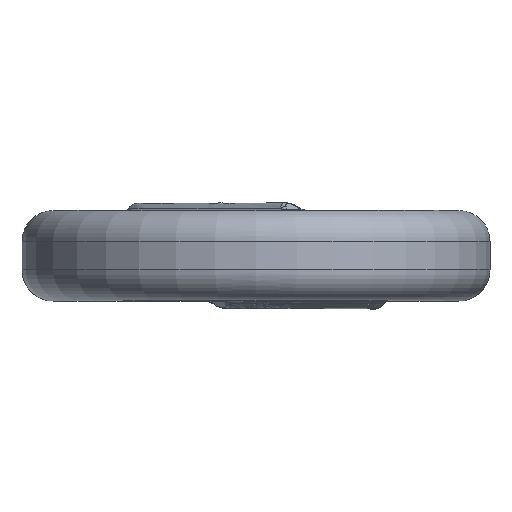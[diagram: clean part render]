
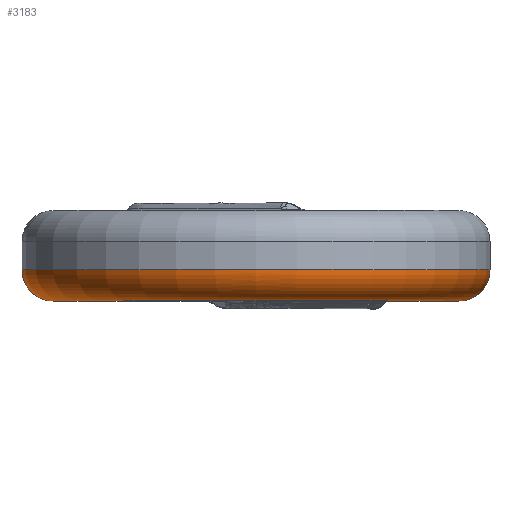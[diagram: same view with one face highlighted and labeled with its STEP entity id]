
A CAD part, top view. The second image highlights one B-rep face of the part: STEP entity #3183.
In plain terms, the highlighted toroidal (fillet/blend) face has major radius 6.5 mm and minor radius 1 mm.
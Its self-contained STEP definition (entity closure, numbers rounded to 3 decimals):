
#21=TOROIDAL_SURFACE('',#4632,6.5,1.);
#616=B_SPLINE_CURVE_WITH_KNOTS('',3,(#9043,#9044,#9045,#9046),
 .UNSPECIFIED.,.F.,.F.,(4,4),(0.,0.),.UNSPECIFIED.);
#618=B_SPLINE_CURVE_WITH_KNOTS('',3,(#9105,#9106,#9107,#9108,#9109,#9110,
#9111,#9112,#9113,#9114),.UNSPECIFIED.,.F.,.F.,(4,1,1,1,1,1,1,4),(0.,0.001,
0.001,0.002,0.002,0.002,
0.003,0.003),.UNSPECIFIED.);
#620=B_SPLINE_CURVE_WITH_KNOTS('',3,(#9134,#9135,#9136,#9137),
 .UNSPECIFIED.,.F.,.F.,(4,4),(0.,0.001),
 .UNSPECIFIED.);
#1504=ORIENTED_EDGE('',*,*,#2177,.F.);
#1505=ORIENTED_EDGE('',*,*,#2168,.T.);
#1506=ORIENTED_EDGE('',*,*,#2165,.T.);
#1507=ORIENTED_EDGE('',*,*,#2178,.F.);
#1508=ORIENTED_EDGE('',*,*,#2171,.T.);
#2165=EDGE_CURVE('',#2519,#2518,#616,.T.);
#2168=EDGE_CURVE('',#2521,#2519,#618,.T.);
#2171=EDGE_CURVE('',#2523,#2521,#620,.T.);
#2177=EDGE_CURVE('',#2527,#2527,#2590,.T.);
#2178=EDGE_CURVE('',#2523,#2518,#2591,.F.);
#2518=VERTEX_POINT('',#9022);
#2519=VERTEX_POINT('',#9037);
#2521=VERTEX_POINT('',#9090);
#2523=VERTEX_POINT('',#9128);
#2527=VERTEX_POINT('',#9169);
#2590=CIRCLE('',#4633,7.5);
#2591=CIRCLE('',#4634,6.5);
#2762=EDGE_LOOP('',(#1504));
#2763=EDGE_LOOP('',(#1505,#1506,#1507,#1508));
#2974=FACE_BOUND('',#2762,.T.);
#2975=FACE_BOUND('',#2763,.T.);
#3183=ADVANCED_FACE('',(#2974,#2975),#21,.T.);
#4632=AXIS2_PLACEMENT_3D('',#9167,#5041,#5042);
#4633=AXIS2_PLACEMENT_3D('',#9168,#5043,#5044);
#4634=AXIS2_PLACEMENT_3D('',#9170,#5045,#5046);
#5041=DIRECTION('',(0.,1.,0.));
#5042=DIRECTION('',(0.,0.,1.));
#5043=DIRECTION('',(0.,1.,0.));
#5044=DIRECTION('',(0.,0.,1.));
#5045=DIRECTION('',(0.,1.,0.));
#5046=DIRECTION('',(0.,0.,1.));
#9022=CARTESIAN_POINT('',(3.232,-1.45,-5.64));
#9037=CARTESIAN_POINT('',(3.221,-1.444,-5.771));
#9043=CARTESIAN_POINT('',(3.221,-1.444,-5.771));
#9044=CARTESIAN_POINT('',(3.228,-1.448,-5.727));
#9045=CARTESIAN_POINT('',(3.232,-1.45,-5.684));
#9046=CARTESIAN_POINT('',(3.232,-1.45,-5.64));
#9090=CARTESIAN_POINT('',(4.311,-1.221,-5.688));
#9105=CARTESIAN_POINT('',(4.311,-1.221,-5.688));
#9106=CARTESIAN_POINT('',(4.326,-1.065,-5.913));
#9107=CARTESIAN_POINT('',(4.213,-0.736,-6.184));
#9108=CARTESIAN_POINT('',(3.772,-0.559,-6.479));
#9109=CARTESIAN_POINT('',(3.411,-0.575,-6.677));
#9110=CARTESIAN_POINT('',(3.045,-0.84,-6.799));
#9111=CARTESIAN_POINT('',(3.024,-1.213,-6.522));
#9112=CARTESIAN_POINT('',(3.136,-1.375,-6.164));
#9113=CARTESIAN_POINT('',(3.201,-1.432,-5.905));
#9114=CARTESIAN_POINT('',(3.221,-1.444,-5.771));
#9128=CARTESIAN_POINT('',(4.156,-1.45,-4.998));
#9134=CARTESIAN_POINT('',(4.156,-1.45,-4.998));
#9135=CARTESIAN_POINT('',(4.205,-1.45,-5.247));
#9136=CARTESIAN_POINT('',(4.296,-1.365,-5.48));
#9137=CARTESIAN_POINT('',(4.311,-1.221,-5.688));
#9167=CARTESIAN_POINT('',(0.,-0.45,0.));
#9168=CARTESIAN_POINT('',(0.,-0.45,0.));
#9169=CARTESIAN_POINT('',(0.,-0.45,7.5));
#9170=CARTESIAN_POINT('',(0.,-1.45,0.));
